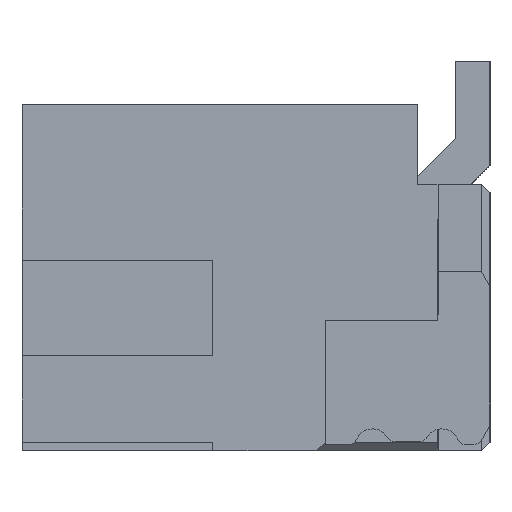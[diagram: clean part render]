
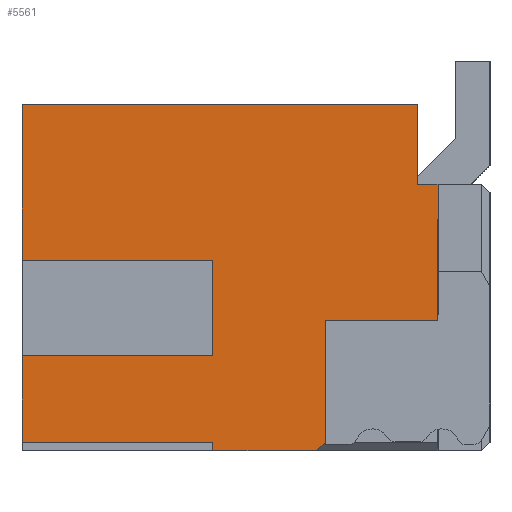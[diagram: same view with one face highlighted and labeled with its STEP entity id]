
A CAD part, left-side view. The second image highlights one B-rep face of the part: STEP entity #5561.
In plain terms, the highlighted planar face has unit normal (-1, 0, 0).
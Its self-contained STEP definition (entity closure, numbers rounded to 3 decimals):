
#44 = VECTOR ( 'NONE', #13091, 1000. ) ;
#149 = DIRECTION ( 'NONE',  ( 0., -0.707, 0.707 ) ) ;
#185 = CARTESIAN_POINT ( 'NONE',  ( -3.5, 1.6, -0.025 ) ) ;
#301 = DIRECTION ( 'NONE',  ( 0., 0., 1. ) ) ;
#391 = ORIENTED_EDGE ( 'NONE', *, *, #11160, .F. ) ;
#528 = CARTESIAN_POINT ( 'NONE',  ( -3.5, 1.6, -0.025 ) ) ;
#612 = CARTESIAN_POINT ( 'NONE',  ( -3.5, 1.6, -0.575 ) ) ;
#648 = CARTESIAN_POINT ( 'NONE',  ( -3.5, 0.95, -0.375 ) ) ;
#701 = ORIENTED_EDGE ( 'NONE', *, *, #14251, .F. ) ;
#708 = EDGE_CURVE ( 'NONE', #7621, #9782, #4492, .T. ) ;
#774 = LINE ( 'NONE', #6483, #12305 ) ;
#792 = EDGE_CURVE ( 'NONE', #4821, #8379, #6604, .T. ) ;
#895 = ORIENTED_EDGE ( 'NONE', *, *, #5678, .T. ) ;
#950 = EDGE_CURVE ( 'NONE', #10256, #10068, #7482, .T. ) ;
#1062 = LINE ( 'NONE', #11775, #13429 ) ;
#1142 = CARTESIAN_POINT ( 'NONE',  ( -3.5, 0.3, -0.375 ) ) ;
#1202 = VECTOR ( 'NONE', #11987, 1000. ) ;
#1226 = VERTEX_POINT ( 'NONE', #8241 ) ;
#1250 = ORIENTED_EDGE ( 'NONE', *, *, #792, .F. ) ;
#1589 = EDGE_CURVE ( 'NONE', #5912, #3438, #1062, .T. ) ;
#1603 = VECTOR ( 'NONE', #3222, 1000. ) ;
#1991 = EDGE_CURVE ( 'NONE', #10256, #13191, #4104, .T. ) ;
#2001 = EDGE_CURVE ( 'NONE', #3991, #13191, #11020, .T. ) ;
#2012 = CARTESIAN_POINT ( 'NONE',  ( -3.5, 0., 0. ) ) ;
#2502 = CARTESIAN_POINT ( 'NONE',  ( -3.5, 0.3, -1.125 ) ) ;
#2545 = CARTESIAN_POINT ( 'NONE',  ( -3.5, 2.7, -0.025 ) ) ;
#2773 = CARTESIAN_POINT ( 'NONE',  ( -3.5, 0.42, 0.875 ) ) ;
#2815 = LINE ( 'NONE', #13451, #9785 ) ;
#2985 = DIRECTION ( 'NONE',  ( 1., 0., 0. ) ) ;
#3119 = LINE ( 'NONE', #4346, #44 ) ;
#3129 = AXIS2_PLACEMENT_3D ( 'NONE', #2012, #2985, #4173 ) ;
#3165 = LINE ( 'NONE', #5289, #9050 ) ;
#3222 = DIRECTION ( 'NONE',  ( 0., 0., 1. ) ) ;
#3438 = VERTEX_POINT ( 'NONE', #648 ) ;
#3446 = LINE ( 'NONE', #4360, #14263 ) ;
#3495 = CARTESIAN_POINT ( 'NONE',  ( -3.5, 1.6, -1.075 ) ) ;
#3636 = VECTOR ( 'NONE', #4231, 1000. ) ;
#3838 = EDGE_CURVE ( 'NONE', #8379, #7677, #2815, .T. ) ;
#3991 = VERTEX_POINT ( 'NONE', #7631 ) ;
#4104 = LINE ( 'NONE', #11892, #1202 ) ;
#4157 = VECTOR ( 'NONE', #6041, 1000. ) ;
#4161 = EDGE_CURVE ( 'NONE', #4821, #5912, #9571, .T. ) ;
#4173 = DIRECTION ( 'NONE',  ( 0., 0., -1. ) ) ;
#4231 = DIRECTION ( 'NONE',  ( 0., 0., 1. ) ) ;
#4292 = VERTEX_POINT ( 'NONE', #2545 ) ;
#4299 = CARTESIAN_POINT ( 'NONE',  ( -3.5, 0.42, 0.415 ) ) ;
#4301 = LINE ( 'NONE', #528, #10504 ) ;
#4346 = CARTESIAN_POINT ( 'NONE',  ( -3.5, 2.7, 0.875 ) ) ;
#4360 = CARTESIAN_POINT ( 'NONE',  ( -3.5, 0.3, -0.375 ) ) ;
#4379 = VERTEX_POINT ( 'NONE', #2773 ) ;
#4492 = LINE ( 'NONE', #2502, #9728 ) ;
#4787 = VECTOR ( 'NONE', #5240, 1000. ) ;
#4821 = VERTEX_POINT ( 'NONE', #5968 ) ;
#4968 = FACE_OUTER_BOUND ( 'NONE', #6091, .T. ) ;
#5240 = DIRECTION ( 'NONE',  ( 0., 0., 1. ) ) ;
#5282 = ORIENTED_EDGE ( 'NONE', *, *, #9502, .F. ) ;
#5283 = CARTESIAN_POINT ( 'NONE',  ( -3.5, 2.7, 0.875 ) ) ;
#5289 = CARTESIAN_POINT ( 'NONE',  ( -3.5, 0.42, 0.415 ) ) ;
#5551 = LINE ( 'NONE', #5799, #7485 ) ;
#5559 = CARTESIAN_POINT ( 'NONE',  ( -3.5, 1., -1.125 ) ) ;
#5561 = ADVANCED_FACE ( 'NONE', ( #4968 ), #7524, .F. ) ;
#5678 = EDGE_CURVE ( 'NONE', #3438, #7621, #3446, .T. ) ;
#5799 = CARTESIAN_POINT ( 'NONE',  ( -3.5, 1.6, -1.075 ) ) ;
#5912 = VERTEX_POINT ( 'NONE', #7732 ) ;
#5968 = CARTESIAN_POINT ( 'NONE',  ( -3.5, 1., -1.125 ) ) ;
#6032 = ORIENTED_EDGE ( 'NONE', *, *, #1589, .T. ) ;
#6041 = DIRECTION ( 'NONE',  ( 0., 1., 0. ) ) ;
#6091 = EDGE_LOOP ( 'NONE', ( #1250, #11856, #6032, #895, #12867, #5282, #9629, #7944, #391, #10547, #9170, #6821, #6988, #701, #7670 ) ) ;
#6226 = DIRECTION ( 'NONE',  ( 0., 0., 1. ) ) ;
#6483 = CARTESIAN_POINT ( 'NONE',  ( -3.5, 0.42, 0.875 ) ) ;
#6604 = LINE ( 'NONE', #13525, #4157 ) ;
#6629 = DIRECTION ( 'NONE',  ( 0., 0., -1. ) ) ;
#6821 = ORIENTED_EDGE ( 'NONE', *, *, #1991, .T. ) ;
#6988 = ORIENTED_EDGE ( 'NONE', *, *, #2001, .F. ) ;
#7482 = LINE ( 'NONE', #12012, #1603 ) ;
#7485 = VECTOR ( 'NONE', #13347, 1000. ) ;
#7524 = PLANE ( 'NONE',  #3129 ) ;
#7621 = VERTEX_POINT ( 'NONE', #1142 ) ;
#7631 = CARTESIAN_POINT ( 'NONE',  ( -3.5, 2.7, -1.075 ) ) ;
#7670 = ORIENTED_EDGE ( 'NONE', *, *, #3838, .F. ) ;
#7677 = VERTEX_POINT ( 'NONE', #3495 ) ;
#7732 = CARTESIAN_POINT ( 'NONE',  ( -3.5, 0.95, -1.075 ) ) ;
#7944 = ORIENTED_EDGE ( 'NONE', *, *, #11600, .F. ) ;
#8241 = CARTESIAN_POINT ( 'NONE',  ( -3.5, 2.7, 0.875 ) ) ;
#8379 = VERTEX_POINT ( 'NONE', #13171 ) ;
#8603 = CARTESIAN_POINT ( 'NONE',  ( -3.5, 2.7, 0.875 ) ) ;
#8841 = DIRECTION ( 'NONE',  ( 0., -1., 0. ) ) ;
#9050 = VECTOR ( 'NONE', #10672, 1000. ) ;
#9136 = EDGE_CURVE ( 'NONE', #4379, #9853, #774, .T. ) ;
#9170 = ORIENTED_EDGE ( 'NONE', *, *, #950, .F. ) ;
#9502 = EDGE_CURVE ( 'NONE', #9853, #9782, #3165, .T. ) ;
#9571 = LINE ( 'NONE', #5559, #9764 ) ;
#9629 = ORIENTED_EDGE ( 'NONE', *, *, #9136, .F. ) ;
#9728 = VECTOR ( 'NONE', #13351, 1000. ) ;
#9764 = VECTOR ( 'NONE', #149, 1000. ) ;
#9782 = VERTEX_POINT ( 'NONE', #10973 ) ;
#9785 = VECTOR ( 'NONE', #301, 1000. ) ;
#9853 = VERTEX_POINT ( 'NONE', #4299 ) ;
#9892 = LINE ( 'NONE', #8603, #3636 ) ;
#10068 = VERTEX_POINT ( 'NONE', #185 ) ;
#10256 = VERTEX_POINT ( 'NONE', #612 ) ;
#10504 = VECTOR ( 'NONE', #11595, 1000. ) ;
#10547 = ORIENTED_EDGE ( 'NONE', *, *, #13468, .F. ) ;
#10672 = DIRECTION ( 'NONE',  ( 0., -1., 0. ) ) ;
#10973 = CARTESIAN_POINT ( 'NONE',  ( -3.5, 0.3, 0.415 ) ) ;
#11020 = LINE ( 'NONE', #5283, #4787 ) ;
#11160 = EDGE_CURVE ( 'NONE', #4292, #1226, #9892, .T. ) ;
#11595 = DIRECTION ( 'NONE',  ( 0., 1., 0. ) ) ;
#11600 = EDGE_CURVE ( 'NONE', #1226, #4379, #3119, .T. ) ;
#11775 = CARTESIAN_POINT ( 'NONE',  ( -3.5, 0.95, -1.125 ) ) ;
#11829 = CARTESIAN_POINT ( 'NONE',  ( -3.5, 2.7, -0.575 ) ) ;
#11856 = ORIENTED_EDGE ( 'NONE', *, *, #4161, .T. ) ;
#11892 = CARTESIAN_POINT ( 'NONE',  ( -3.5, 1.6, -0.575 ) ) ;
#11987 = DIRECTION ( 'NONE',  ( 0., 1., 0. ) ) ;
#12012 = CARTESIAN_POINT ( 'NONE',  ( -3.5, 1.6, -0.575 ) ) ;
#12305 = VECTOR ( 'NONE', #6629, 1000. ) ;
#12867 = ORIENTED_EDGE ( 'NONE', *, *, #708, .T. ) ;
#13091 = DIRECTION ( 'NONE',  ( 0., -1., 0. ) ) ;
#13171 = CARTESIAN_POINT ( 'NONE',  ( -3.5, 1.6, -1.125 ) ) ;
#13191 = VERTEX_POINT ( 'NONE', #11829 ) ;
#13347 = DIRECTION ( 'NONE',  ( 0., 1., 0. ) ) ;
#13351 = DIRECTION ( 'NONE',  ( 0., 0., 1. ) ) ;
#13429 = VECTOR ( 'NONE', #6226, 1000. ) ;
#13451 = CARTESIAN_POINT ( 'NONE',  ( -3.5, 1.6, -1.125 ) ) ;
#13468 = EDGE_CURVE ( 'NONE', #10068, #4292, #4301, .T. ) ;
#13525 = CARTESIAN_POINT ( 'NONE',  ( -3.5, 2.7, -1.125 ) ) ;
#14251 = EDGE_CURVE ( 'NONE', #7677, #3991, #5551, .T. ) ;
#14263 = VECTOR ( 'NONE', #8841, 1000. ) ;
